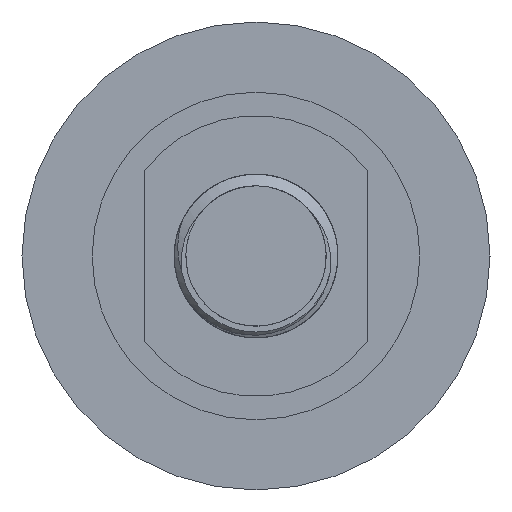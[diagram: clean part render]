
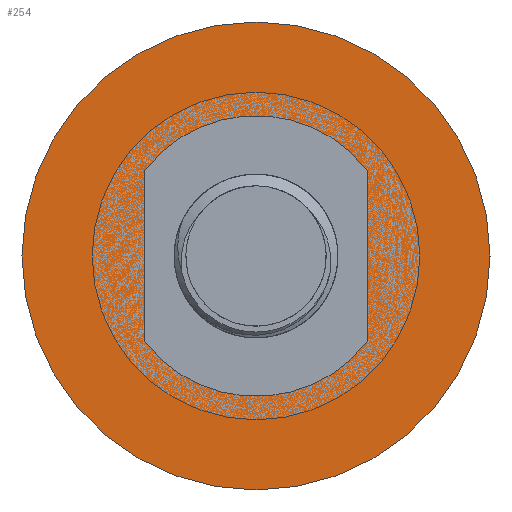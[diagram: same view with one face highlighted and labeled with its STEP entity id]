
A CAD part, left-side view. The second image highlights one B-rep face of the part: STEP entity #254.
In plain terms, the highlighted planar face has unit normal (-1, 0, 0).
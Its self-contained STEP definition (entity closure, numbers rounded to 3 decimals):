
#254=ADVANCED_FACE('',(#312),#294,.T.);
#294=PLANE('',#734);
#312=FACE_OUTER_BOUND('',#347,.T.);
#347=EDGE_LOOP('',(#413));
#413=ORIENTED_EDGE('',*,*,#614,.T.);
#557=VERTEX_POINT('',#1005);
#614=EDGE_CURVE('',#557,#557,#689,.T.);
#689=CIRCLE('',#732,20.);
#732=AXIS2_PLACEMENT_3D('',#1004,#826,#827);
#734=AXIS2_PLACEMENT_3D('',#1007,#830,#831);
#826=DIRECTION('',(-1.,0.,0.));
#827=DIRECTION('',(0.,0.,1.));
#830=DIRECTION('',(-1.,0.,0.));
#831=DIRECTION('',(0.,0.,1.));
#1004=CARTESIAN_POINT('',(0.,0.,0.));
#1005=CARTESIAN_POINT('',(0.,0.,20.));
#1007=CARTESIAN_POINT('',(0.,0.,0.));
